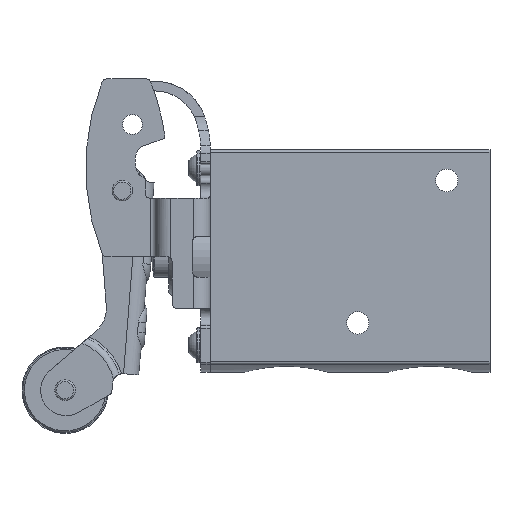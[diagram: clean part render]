
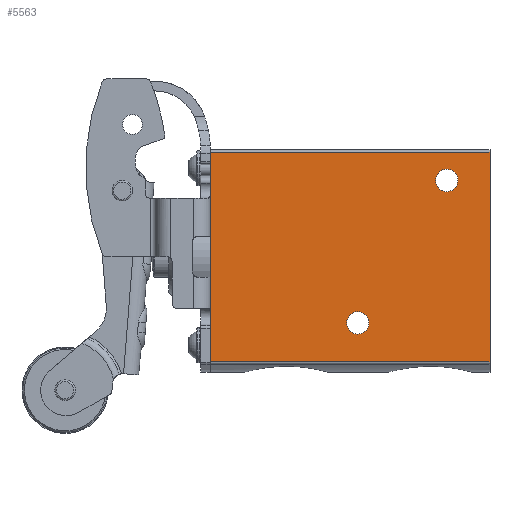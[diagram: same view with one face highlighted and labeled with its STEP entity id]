
A CAD part, left-side view. The second image highlights one B-rep face of the part: STEP entity #5563.
In plain terms, the highlighted face is planar.
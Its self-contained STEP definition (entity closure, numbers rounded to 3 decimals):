
#130=PLANE('',#5966);
#258=LINE('',#8582,#614);
#266=LINE('',#8613,#622);
#267=LINE('',#8621,#623);
#268=LINE('',#8622,#624);
#614=VECTOR('',#6703,1000.);
#622=VECTOR('',#6737,1000.);
#623=VECTOR('',#6746,1000.);
#624=VECTOR('',#6747,1000.);
#980=CIRCLE('',#5967,2.2);
#981=CIRCLE('',#5968,2.2);
#1365=ORIENTED_EDGE('',*,*,#3017,.T.);
#1366=ORIENTED_EDGE('',*,*,#3018,.T.);
#1367=ORIENTED_EDGE('',*,*,#3019,.T.);
#1368=ORIENTED_EDGE('',*,*,#2999,.F.);
#1369=ORIENTED_EDGE('',*,*,#3020,.F.);
#1370=ORIENTED_EDGE('',*,*,#3015,.T.);
#2999=EDGE_CURVE('',#3828,#3825,#258,.T.);
#3015=EDGE_CURVE('',#3839,#3838,#266,.T.);
#3017=EDGE_CURVE('',#3840,#3840,#980,.T.);
#3018=EDGE_CURVE('',#3841,#3841,#981,.T.);
#3019=EDGE_CURVE('',#3838,#3825,#267,.T.);
#3020=EDGE_CURVE('',#3839,#3828,#268,.T.);
#3825=VERTEX_POINT('',#8576);
#3828=VERTEX_POINT('',#8581);
#3838=VERTEX_POINT('',#8612);
#3839=VERTEX_POINT('',#8614);
#3840=VERTEX_POINT('',#8618);
#3841=VERTEX_POINT('',#8620);
#4497=EDGE_LOOP('',(#1365));
#4498=EDGE_LOOP('',(#1366));
#4499=EDGE_LOOP('',(#1367,#1368,#1369,#1370));
#4947=FACE_BOUND('',#4497,.T.);
#4948=FACE_BOUND('',#4498,.T.);
#4949=FACE_BOUND('',#4499,.T.);
#5563=ADVANCED_FACE('',(#4947,#4948,#4949),#130,.F.);
#5966=AXIS2_PLACEMENT_3D('',#8616,#6740,#6741);
#5967=AXIS2_PLACEMENT_3D('',#8617,#6742,#6743);
#5968=AXIS2_PLACEMENT_3D('',#8619,#6744,#6745);
#6703=DIRECTION('',(0.,-1.,0.));
#6737=DIRECTION('',(0.,-1.,0.));
#6740=DIRECTION('',(0.,0.,1.));
#6741=DIRECTION('',(1.,0.,0.));
#6742=DIRECTION('',(0.,0.,1.));
#6743=DIRECTION('',(1.,0.,0.));
#6744=DIRECTION('',(0.,0.,1.));
#6745=DIRECTION('',(1.,0.,0.));
#6746=DIRECTION('',(-1.,0.,0.));
#6747=DIRECTION('',(-1.,0.,0.));
#8576=CARTESIAN_POINT('',(-20.5,0.,-10.));
#8581=CARTESIAN_POINT('',(-20.5,55.,-10.));
#8582=CARTESIAN_POINT('',(-20.5,55.,-10.));
#8612=CARTESIAN_POINT('',(20.644,0.,-10.));
#8613=CARTESIAN_POINT('',(20.644,55.,-10.));
#8614=CARTESIAN_POINT('',(20.644,55.,-10.));
#8616=CARTESIAN_POINT('',(20.644,55.,-10.));
#8617=CARTESIAN_POINT('',(13.,26.,-10.));
#8618=CARTESIAN_POINT('',(15.2,26.,-10.));
#8619=CARTESIAN_POINT('',(-15.,8.5,-10.));
#8620=CARTESIAN_POINT('',(-12.8,8.5,-10.));
#8621=CARTESIAN_POINT('',(20.644,0.,-10.));
#8622=CARTESIAN_POINT('',(20.644,55.,-10.));
